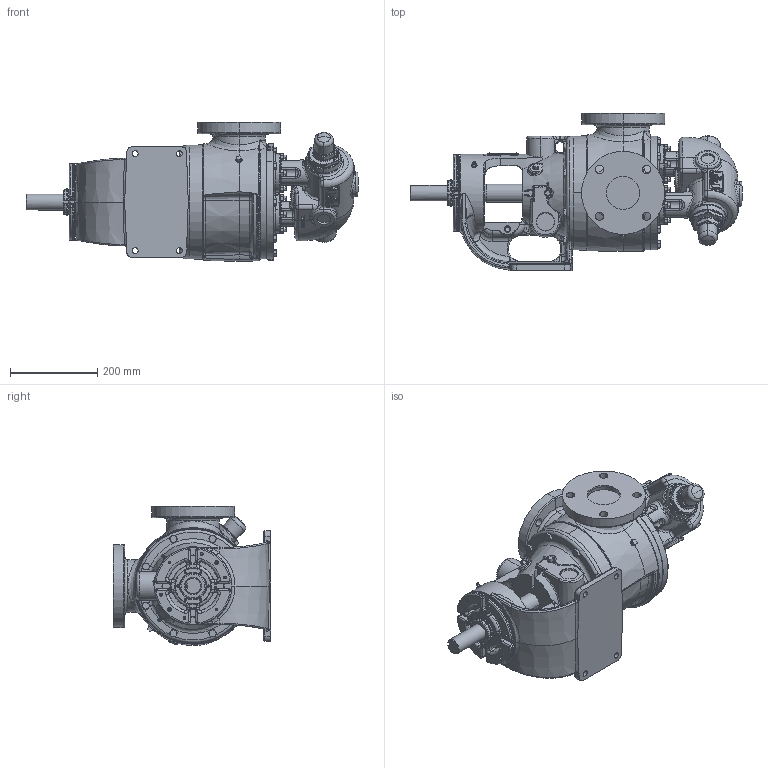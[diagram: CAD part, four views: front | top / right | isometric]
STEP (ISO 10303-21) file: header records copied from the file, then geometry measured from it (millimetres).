
FILE_DESCRIPTION (( 'STEP AP203' ), '1' );
FILE_NAME ('LS1227A_JRV.STEP', '2020-07-14T12:02:47', ( '' ), ( '' ), 'SwSTEP 2.0', 'SolidWorks 2019', '' );
FILE_SCHEMA (( 'CONFIG_CONTROL_DESIGN' ));
Length unit declared in the file: millimetre
Products named in the file (1): LS1227A_JRV
Bounding box: 761.94 x 360.43 x 319.02 mm (x, y, z)
Volume: 22555937.4 mm3; surface area: 1032460.4 mm2
Topology: 1 solids, 1 shells, 4448 faces, 11230 edges, 6904 vertices
Faces by surface type: plane 1566, bspline 1066, cylinder 800, cone 712, torus 226, sphere 78
Entity records: 223752 total; most frequent: CARTESIAN_POINT 126778, ORIENTED_EDGE 22162, DIRECTION 17456, EDGE_CURVE 11081, VERTEX_POINT 6898, AXIS2_PLACEMENT_3D 6760, EDGE_LOOP 4765, ADVANCED_FACE 4448
